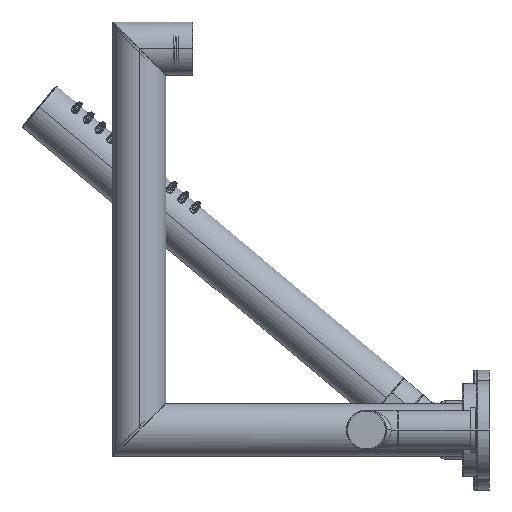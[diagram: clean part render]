
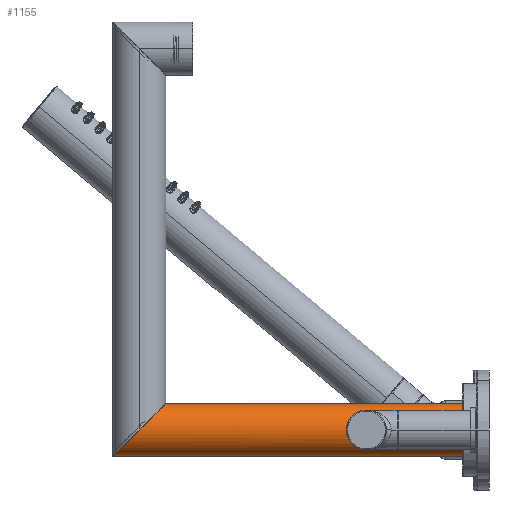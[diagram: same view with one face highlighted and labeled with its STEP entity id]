
A CAD part, left-side view. The second image highlights one B-rep face of the part: STEP entity #1155.
In plain terms, the highlighted cylindrical face has radius 12.7 mm (diameter 25.4 mm), a partial arc.
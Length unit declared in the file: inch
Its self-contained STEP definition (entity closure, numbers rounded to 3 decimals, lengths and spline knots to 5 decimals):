
#540=CARTESIAN_POINT('',(0.,5.5625,0.5));
#564=CARTESIAN_POINT('',(0.,6.5625,-0.5));
#566=CARTESIAN_POINT('',(0.,6.5625,-0.5));
#567=CARTESIAN_POINT('',(-0.02946,6.5625,-0.5));
#568=CARTESIAN_POINT('',(-0.09059,6.55727,
-0.49477));
#569=CARTESIAN_POINT('',(-0.18462,6.53073,
-0.46823));
#570=CARTESIAN_POINT('',(-0.27523,6.48416,
-0.42166));
#571=CARTESIAN_POINT('',(-0.35611,6.41861,
-0.35611));
#572=CARTESIAN_POINT('',(-0.42166,6.33773,
-0.27523));
#573=CARTESIAN_POINT('',(-0.46047,6.26222,
-0.19972));
#574=CARTESIAN_POINT('',(-0.48151,6.2001,
-0.1376));
#575=CARTESIAN_POINT('',(-0.49243,6.15338,
-0.09088));
#576=CARTESIAN_POINT('',(-0.49765,6.11494,
-0.05244));
#577=CARTESIAN_POINT('',(-0.49967,6.08471,
-0.02221));
#578=CARTESIAN_POINT('',(-0.50016,6.0625,0.));
#579=CARTESIAN_POINT('',(-0.49967,6.04029,
0.02221));
#580=CARTESIAN_POINT('',(-0.49765,6.01006,
0.05244));
#581=CARTESIAN_POINT('',(-0.49243,5.97162,
0.09088));
#582=CARTESIAN_POINT('',(-0.48151,5.9249,
0.1376));
#583=CARTESIAN_POINT('',(-0.46047,5.86278,
0.19972));
#584=CARTESIAN_POINT('',(-0.42166,5.78727,
0.27523));
#585=CARTESIAN_POINT('',(-0.35611,5.70639,
0.35611));
#586=CARTESIAN_POINT('',(-0.27523,5.64084,
0.42166));
#587=CARTESIAN_POINT('',(-0.18462,5.59427,
0.46823));
#588=CARTESIAN_POINT('',(-0.09059,5.56773,
0.49477));
#589=CARTESIAN_POINT('',(-0.02946,5.5625,0.5));
#590=CARTESIAN_POINT('',(0.,5.5625,0.5));
#651=CARTESIAN_POINT('',(0.,0.,0.));
#652=DIRECTION('',(0.,1.,0.));
#653=DIRECTION('',(0.,0.,-1.));
#654=AXIS2_PLACEMENT_3D('',#651,#652,#653);
#694=DIRECTION('',(0.,1.,0.));
#695=VECTOR('',#694,6.5625);
#696=CARTESIAN_POINT('',(0.,0.,-0.5));
#697=LINE('',#696,#695);
#698=DIRECTION('',(0.,-1.,0.));
#699=VECTOR('',#698,5.5625);
#700=CARTESIAN_POINT('',(0.,5.5625,0.5));
#701=LINE('',#700,#699);
#714=VERTEX_POINT('',#540);
#715=VERTEX_POINT('',#564);
#718=CARTESIAN_POINT('',(0.,0.,0.5));
#719=CARTESIAN_POINT('',(0.,0.,-0.5));
#720=VERTEX_POINT('',#718);
#721=VERTEX_POINT('',#719);
#1144=CARTESIAN_POINT('',(0.,-0.0875,0.));
#1145=DIRECTION('',(0.,1.,0.));
#1146=DIRECTION('',(1.,0.,0.));
#1147=AXIS2_PLACEMENT_3D('',#1144,#1145,#1146);
#1148=CYLINDRICAL_SURFACE('',#1147,0.5);
#1149=ORIENTED_EDGE('',*,*,#1073,.F.);
#1150=ORIENTED_EDGE('',*,*,#1056,.T.);
#1151=ORIENTED_EDGE('',*,*,#1037,.T.);
#1152=ORIENTED_EDGE('',*,*,#1053,.T.);
#1153=EDGE_LOOP('',(#1149,#1150,#1151,#1152));
#1154=FACE_OUTER_BOUND('',#1153,.F.);
#1155=ADVANCED_FACE('',(#1154),#1148,.T.);
#591=B_SPLINE_CURVE_WITH_KNOTS('',3,(#566,#567,#568,#569,#570,#571,#572,#573,
#574,#575,#576,#577,#578,#579,#580,#581,#582,#583,#584,#585,#586,#587,#588,#589,
#590),.UNSPECIFIED.,.F.,.F.,(4,1,1,1,1,1,1,1,1,1,1,1,1,1,1,1,1,1,1,1,1,1,4),(
0.,0.0625,0.125,0.1875,0.25,0.3125,0.375,0.40625,0.4375,
0.46875,0.48438,0.5,0.51563,0.53125,0.5625,0.59375,0.625,
0.6875,0.75,0.8125,0.875,0.9375,1.),.UNSPECIFIED.);
#655=CIRCLE('',#654,0.5);
#1037=EDGE_CURVE('',#715,#714,#591,.T.);
#1053=EDGE_CURVE('',#714,#720,#701,.T.);
#1056=EDGE_CURVE('',#721,#715,#697,.T.);
#1073=EDGE_CURVE('',#721,#720,#655,.T.);
